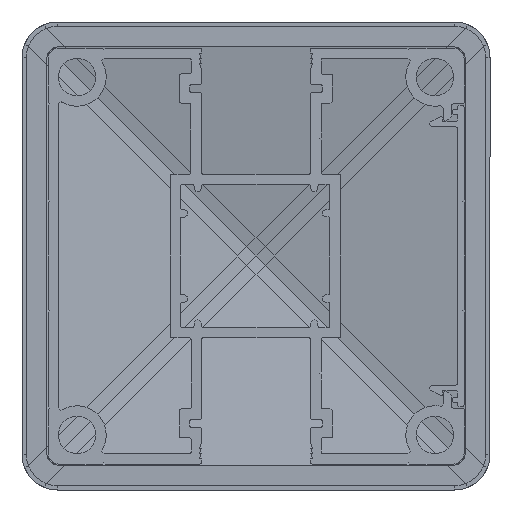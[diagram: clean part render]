
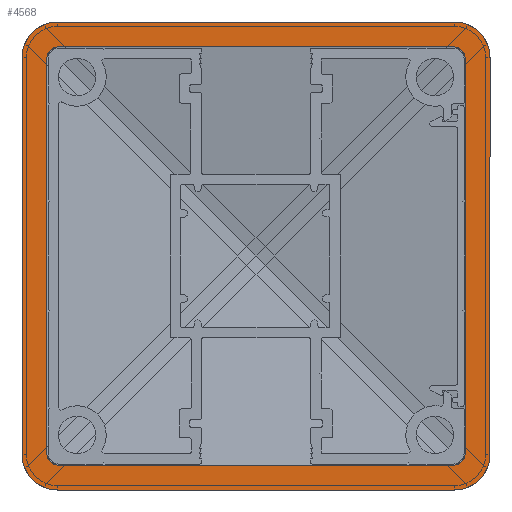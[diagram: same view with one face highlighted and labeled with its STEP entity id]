
A CAD part, front view. The second image highlights one B-rep face of the part: STEP entity #4568.
In plain terms, the highlighted planar face has unit normal (0, -1, 0).
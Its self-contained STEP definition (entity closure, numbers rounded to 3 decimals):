
#22 = VERTEX_POINT ( 'NONE', #378 ) ;
#239 = CARTESIAN_POINT ( 'NONE',  ( -38.2, 1797., -38.2 ) ) ;
#378 = CARTESIAN_POINT ( 'NONE',  ( -45., 1797., 38.2 ) ) ;
#421 = LINE ( 'NONE', #7185, #10073 ) ;
#478 = CARTESIAN_POINT ( 'NONE',  ( -38.2, 1797., 38.2 ) ) ;
#542 = DIRECTION ( 'NONE',  ( 0., -1., 0. ) ) ;
#728 = AXIS2_PLACEMENT_3D ( 'NONE', #7209, #11031, #8969 ) ;
#774 = DIRECTION ( 'NONE',  ( 0., 0., 1. ) ) ;
#879 = ORIENTED_EDGE ( 'NONE', *, *, #9102, .F. ) ;
#883 = DIRECTION ( 'NONE',  ( 0., -1., 0. ) ) ;
#948 = ORIENTED_EDGE ( 'NONE', *, *, #5908, .F. ) ;
#1191 = DIRECTION ( 'NONE',  ( 0., 0., -1. ) ) ;
#1248 = LINE ( 'NONE', #8963, #4238 ) ;
#1383 = AXIS2_PLACEMENT_3D ( 'NONE', #5332, #10964, #4332 ) ;
#1535 = CIRCLE ( 'NONE', #728, 6.8 ) ;
#1699 = VERTEX_POINT ( 'NONE', #8569 ) ;
#1793 = DIRECTION ( 'NONE',  ( 0., -1., 0. ) ) ;
#1852 = CARTESIAN_POINT ( 'NONE',  ( 38.2, 1797., 45. ) ) ;
#1982 = DIRECTION ( 'NONE',  ( -1., 0., 0. ) ) ;
#2024 = VERTEX_POINT ( 'NONE', #10260 ) ;
#2043 = VERTEX_POINT ( 'NONE', #11651 ) ;
#2062 = CARTESIAN_POINT ( 'NONE',  ( -45., 1797., 45. ) ) ;
#2112 = CARTESIAN_POINT ( 'NONE',  ( -45., 1797., -38.2 ) ) ;
#2132 = DIRECTION ( 'NONE',  ( 0., -1., 0. ) ) ;
#2260 = ORIENTED_EDGE ( 'NONE', *, *, #10924, .F. ) ;
#2588 = ORIENTED_EDGE ( 'NONE', *, *, #5953, .F. ) ;
#2697 = EDGE_LOOP ( 'NONE', ( #4008, #11987, #2588, #5288, #2260, #7296, #948, #9609 ) ) ;
#2804 = ORIENTED_EDGE ( 'NONE', *, *, #3480, .T. ) ;
#2811 = LINE ( 'NONE', #9565, #8527 ) ;
#2853 = DIRECTION ( 'NONE',  ( 0., -1., 0. ) ) ;
#3030 = EDGE_CURVE ( 'NONE', #2024, #2043, #1248, .T. ) ;
#3095 = DIRECTION ( 'NONE',  ( 0., 0., 1. ) ) ;
#3210 = DIRECTION ( 'NONE',  ( 0., 0., 1. ) ) ;
#3368 = DIRECTION ( 'NONE',  ( 1., 0., 0. ) ) ;
#3468 = CARTESIAN_POINT ( 'NONE',  ( -38.2, 1797., -40.2 ) ) ;
#3480 = EDGE_CURVE ( 'NONE', #1699, #22, #11434, .T. ) ;
#3501 = EDGE_CURVE ( 'NONE', #11365, #10645, #421, .T. ) ;
#3517 = VECTOR ( 'NONE', #3095, 1000. ) ;
#3529 = VECTOR ( 'NONE', #5221, 1000. ) ;
#3720 = EDGE_LOOP ( 'NONE', ( #879, #8494, #5733, #11803, #12278, #10583, #9724, #2804 ) ) ;
#3736 = CIRCLE ( 'NONE', #8737, 2. ) ;
#3905 = CARTESIAN_POINT ( 'NONE',  ( -45., 1797., -45. ) ) ;
#3958 = VECTOR ( 'NONE', #9367, 1000. ) ;
#4008 = ORIENTED_EDGE ( 'NONE', *, *, #9642, .F. ) ;
#4238 = VECTOR ( 'NONE', #1191, 1000. ) ;
#4310 = FACE_BOUND ( 'NONE', #2697, .T. ) ;
#4332 = DIRECTION ( 'NONE',  ( 0., 0., 1. ) ) ;
#4345 = VECTOR ( 'NONE', #5246, 1000. ) ;
#4496 = DIRECTION ( 'NONE',  ( 0., 1., 0. ) ) ;
#4568 = ADVANCED_FACE ( 'NONE', ( #8062, #4310 ), #11058, .F. ) ;
#4587 = VERTEX_POINT ( 'NONE', #11941 ) ;
#4722 = CARTESIAN_POINT ( 'NONE',  ( -38.2, 1797., -45. ) ) ;
#4887 = VERTEX_POINT ( 'NONE', #9744 ) ;
#5184 = CARTESIAN_POINT ( 'NONE',  ( 0., 1797., 0. ) ) ;
#5221 = DIRECTION ( 'NONE',  ( -1., 0., 0. ) ) ;
#5246 = DIRECTION ( 'NONE',  ( 0., 0., -1. ) ) ;
#5288 = ORIENTED_EDGE ( 'NONE', *, *, #3501, .T. ) ;
#5332 = CARTESIAN_POINT ( 'NONE',  ( 38.2, 1797., 38.2 ) ) ;
#5551 = EDGE_CURVE ( 'NONE', #10485, #11577, #2811, .T. ) ;
#5558 = DIRECTION ( 'NONE',  ( 0., 0., 1. ) ) ;
#5619 = CARTESIAN_POINT ( 'NONE',  ( -38.2, 1797., 38.2 ) ) ;
#5651 = CARTESIAN_POINT ( 'NONE',  ( 40.2, 1797., 38.2 ) ) ;
#5654 = VERTEX_POINT ( 'NONE', #2112 ) ;
#5733 = ORIENTED_EDGE ( 'NONE', *, *, #8056, .F. ) ;
#5734 = CIRCLE ( 'NONE', #8344, 2. ) ;
#5828 = LINE ( 'NONE', #2062, #12230 ) ;
#5908 = EDGE_CURVE ( 'NONE', #10485, #11818, #5734, .T. ) ;
#5953 = EDGE_CURVE ( 'NONE', #11365, #4887, #3736, .T. ) ;
#5958 = DIRECTION ( 'NONE',  ( 0., 0., 1. ) ) ;
#5973 = DIRECTION ( 'NONE',  ( 0., -1., 0. ) ) ;
#6131 = CARTESIAN_POINT ( 'NONE',  ( -38.2, 1797., 40.2 ) ) ;
#6184 = LINE ( 'NONE', #11820, #4345 ) ;
#6450 = EDGE_CURVE ( 'NONE', #2024, #7109, #9980, .T. ) ;
#6757 = CIRCLE ( 'NONE', #9959, 2. ) ;
#6841 = VERTEX_POINT ( 'NONE', #5651 ) ;
#7091 = CARTESIAN_POINT ( 'NONE',  ( 38.2, 1797., -38.2 ) ) ;
#7109 = VERTEX_POINT ( 'NONE', #1852 ) ;
#7185 = CARTESIAN_POINT ( 'NONE',  ( -45., 1797., 40.2 ) ) ;
#7209 = CARTESIAN_POINT ( 'NONE',  ( -38.2, 1797., -38.2 ) ) ;
#7296 = ORIENTED_EDGE ( 'NONE', *, *, #8346, .T. ) ;
#7410 = CARTESIAN_POINT ( 'NONE',  ( 38.2, 1797., 40.2 ) ) ;
#7862 = CARTESIAN_POINT ( 'NONE',  ( -40.2, 1797., -45. ) ) ;
#7988 = LINE ( 'NONE', #7862, #3517 ) ;
#8039 = CARTESIAN_POINT ( 'NONE',  ( 38.2, 1797., -40.2 ) ) ;
#8056 = EDGE_CURVE ( 'NONE', #11071, #10356, #8094, .T. ) ;
#8062 = FACE_OUTER_BOUND ( 'NONE', #3720, .T. ) ;
#8094 = LINE ( 'NONE', #9091, #3529 ) ;
#8189 = EDGE_CURVE ( 'NONE', #5654, #10356, #1535, .T. ) ;
#8344 = AXIS2_PLACEMENT_3D ( 'NONE', #10257, #1793, #5558 ) ;
#8346 = EDGE_CURVE ( 'NONE', #6841, #11818, #6184, .T. ) ;
#8494 = ORIENTED_EDGE ( 'NONE', *, *, #8189, .T. ) ;
#8527 = VECTOR ( 'NONE', #1982, 1000. ) ;
#8569 = CARTESIAN_POINT ( 'NONE',  ( -38.2, 1797., 45. ) ) ;
#8639 = DIRECTION ( 'NONE',  ( 1., 0., 0. ) ) ;
#8737 = AXIS2_PLACEMENT_3D ( 'NONE', #5619, #2853, #12255 ) ;
#8837 = EDGE_CURVE ( 'NONE', #4587, #4887, #7988, .T. ) ;
#8963 = CARTESIAN_POINT ( 'NONE',  ( 45., 1797., -45. ) ) ;
#8969 = DIRECTION ( 'NONE',  ( 0., 0., 1. ) ) ;
#8996 = AXIS2_PLACEMENT_3D ( 'NONE', #5184, #4496, #8999 ) ;
#8999 = DIRECTION ( 'NONE',  ( 0., 0., 1. ) ) ;
#9091 = CARTESIAN_POINT ( 'NONE',  ( -45., 1797., -45. ) ) ;
#9102 = EDGE_CURVE ( 'NONE', #5654, #22, #9602, .T. ) ;
#9367 = DIRECTION ( 'NONE',  ( 0., 0., 1. ) ) ;
#9482 = CARTESIAN_POINT ( 'NONE',  ( 38.2, 1797., 38.2 ) ) ;
#9565 = CARTESIAN_POINT ( 'NONE',  ( -45., 1797., -40.2 ) ) ;
#9602 = LINE ( 'NONE', #3905, #3958 ) ;
#9609 = ORIENTED_EDGE ( 'NONE', *, *, #5551, .T. ) ;
#9642 = EDGE_CURVE ( 'NONE', #4587, #11577, #6757, .T. ) ;
#9724 = ORIENTED_EDGE ( 'NONE', *, *, #11826, .F. ) ;
#9744 = CARTESIAN_POINT ( 'NONE',  ( -40.2, 1797., 38.2 ) ) ;
#9959 = AXIS2_PLACEMENT_3D ( 'NONE', #239, #2132, #5958 ) ;
#9980 = CIRCLE ( 'NONE', #11575, 6.8 ) ;
#9981 = AXIS2_PLACEMENT_3D ( 'NONE', #7091, #5973, #3210 ) ;
#10073 = VECTOR ( 'NONE', #3368, 1000. ) ;
#10246 = AXIS2_PLACEMENT_3D ( 'NONE', #478, #542, #10950 ) ;
#10257 = CARTESIAN_POINT ( 'NONE',  ( 38.2, 1797., -38.2 ) ) ;
#10260 = CARTESIAN_POINT ( 'NONE',  ( 45., 1797., 38.2 ) ) ;
#10356 = VERTEX_POINT ( 'NONE', #4722 ) ;
#10385 = CIRCLE ( 'NONE', #9981, 6.8 ) ;
#10417 = EDGE_CURVE ( 'NONE', #11071, #2043, #10385, .T. ) ;
#10485 = VERTEX_POINT ( 'NONE', #8039 ) ;
#10520 = CARTESIAN_POINT ( 'NONE',  ( 40.2, 1797., -38.2 ) ) ;
#10583 = ORIENTED_EDGE ( 'NONE', *, *, #6450, .T. ) ;
#10645 = VERTEX_POINT ( 'NONE', #7410 ) ;
#10924 = EDGE_CURVE ( 'NONE', #6841, #10645, #11995, .T. ) ;
#10950 = DIRECTION ( 'NONE',  ( 0., 0., 1. ) ) ;
#10964 = DIRECTION ( 'NONE',  ( 0., -1., 0. ) ) ;
#11031 = DIRECTION ( 'NONE',  ( 0., -1., 0. ) ) ;
#11058 = PLANE ( 'NONE',  #8996 ) ;
#11071 = VERTEX_POINT ( 'NONE', #12272 ) ;
#11365 = VERTEX_POINT ( 'NONE', #6131 ) ;
#11434 = CIRCLE ( 'NONE', #10246, 6.8 ) ;
#11575 = AXIS2_PLACEMENT_3D ( 'NONE', #9482, #883, #774 ) ;
#11577 = VERTEX_POINT ( 'NONE', #3468 ) ;
#11651 = CARTESIAN_POINT ( 'NONE',  ( 45., 1797., -38.2 ) ) ;
#11803 = ORIENTED_EDGE ( 'NONE', *, *, #10417, .T. ) ;
#11818 = VERTEX_POINT ( 'NONE', #10520 ) ;
#11820 = CARTESIAN_POINT ( 'NONE',  ( 40.2, 1797., -45. ) ) ;
#11826 = EDGE_CURVE ( 'NONE', #1699, #7109, #5828, .T. ) ;
#11941 = CARTESIAN_POINT ( 'NONE',  ( -40.2, 1797., -38.2 ) ) ;
#11987 = ORIENTED_EDGE ( 'NONE', *, *, #8837, .T. ) ;
#11995 = CIRCLE ( 'NONE', #1383, 2. ) ;
#12230 = VECTOR ( 'NONE', #8639, 1000. ) ;
#12255 = DIRECTION ( 'NONE',  ( 0., 0., 1. ) ) ;
#12272 = CARTESIAN_POINT ( 'NONE',  ( 38.2, 1797., -45. ) ) ;
#12278 = ORIENTED_EDGE ( 'NONE', *, *, #3030, .F. ) ;
